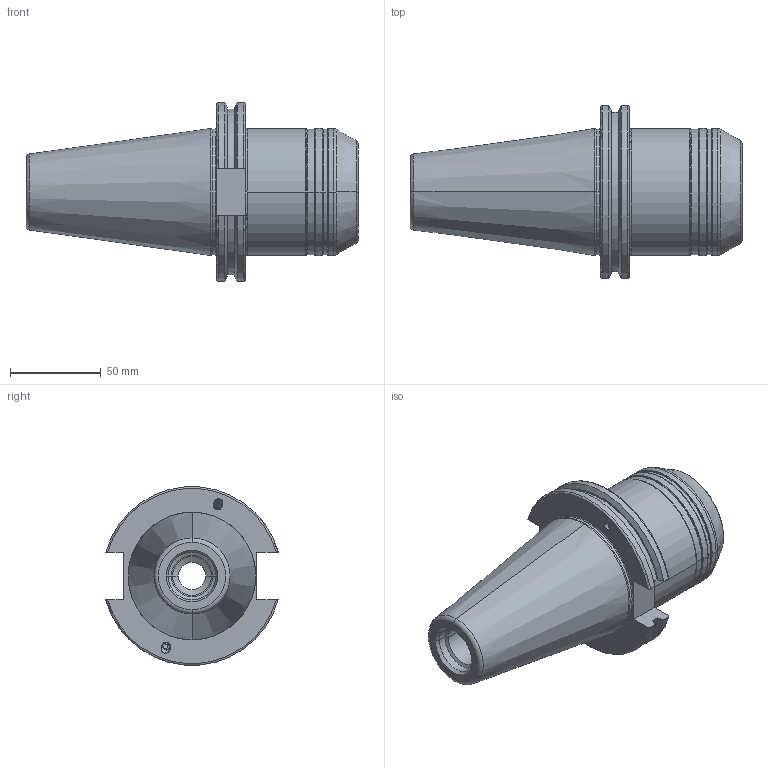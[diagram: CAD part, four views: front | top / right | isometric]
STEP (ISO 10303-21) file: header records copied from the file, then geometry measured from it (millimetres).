
FILE_DESCRIPTION((''),'2;1');
FILE_NAME('WL028SNR-CAT50ADB-HC1_25_S-3_19','2020-03-26T',('MYPC'),(''),'PRO/ENGINEER BY PARAMETRIC TECHNOLOGY CORPORATION, 2012130','PRO/ENGINEER BY PARAMETRIC TECHNOLOGY CORPORATION, 2012130','');
FILE_SCHEMA(('CONFIG_CONTROL_DESIGN'));
Length unit declared in the file: inch
Products named in the file (1): WL028SNR-CAT50ADB-HC1_25_S-3_19
Bounding box: 182.6 x 94.93 x 98.03 mm (x, y, z)
Volume: 504719.5 mm3; surface area: 64057 mm2
Topology: 1 solids, 5 shells, 151 faces, 385 edges, 239 vertices
Faces by surface type: cylinder 60, cone 34, torus 32, plane 25
Entity records: 4901 total; most frequent: CARTESIAN_POINT 1249, DIRECTION 787, ORIENTED_EDGE 716, EDGE_CURVE 379, AXIS2_PLACEMENT_3D 334, VERTEX_POINT 239, CIRCLE 182, EDGE_LOOP 170
